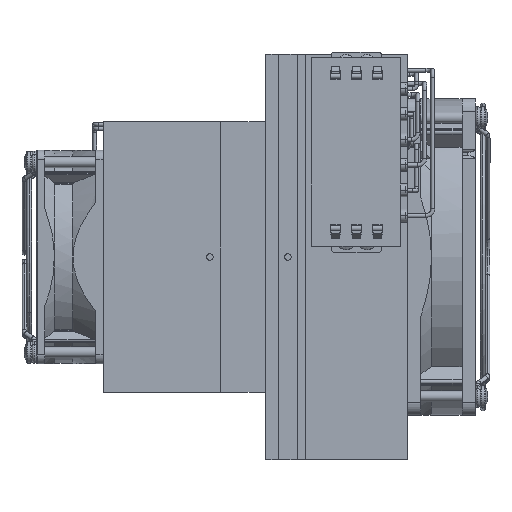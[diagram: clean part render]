
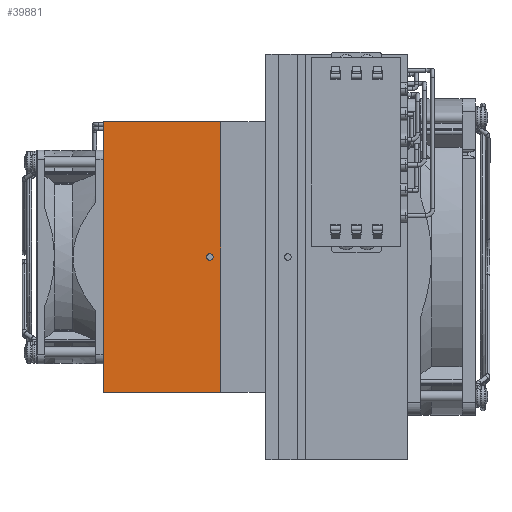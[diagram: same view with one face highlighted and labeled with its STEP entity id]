
A CAD part, left-side view. The second image highlights one B-rep face of the part: STEP entity #39881.
In plain terms, the highlighted planar face has unit normal (-1, 0, 0).
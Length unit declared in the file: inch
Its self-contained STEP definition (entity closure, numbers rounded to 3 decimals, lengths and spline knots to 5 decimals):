
#4302=VECTOR('',#45406,1.);
#4363=VECTOR('',#45468,1.);
#4368=VECTOR('',#45493,1.);
#4490=VECTOR('',#45677,1.);
#7437=LINE('',#53700,#4302);
#7498=LINE('',#53823,#4363);
#7503=LINE('',#53849,#4368);
#7625=LINE('',#54093,#4490);
#10600=PLANE('',#42223);
#11606=VERTEX_POINT('',#53699);
#11607=VERTEX_POINT('',#53701);
#11668=VERTEX_POINT('',#53824);
#11675=VERTEX_POINT('',#53842);
#11677=VERTEX_POINT('',#53848);
#15505=CIRCLE('',#42159,0.04841);
#16763=EDGE_CURVE('',#11607,#11606,#7437,.T.);
#16826=EDGE_CURVE('',#11668,#11607,#7498,.T.);
#16834=EDGE_CURVE('',#11675,#11675,#15505,.T.);
#16837=EDGE_CURVE('',#11677,#11606,#7503,.T.);
#16959=EDGE_CURVE('',#11668,#11677,#7625,.T.);
#23110=ORIENTED_EDGE('',*,*,#16834,.T.);
#23111=ORIENTED_EDGE('',*,*,#16763,.T.);
#23112=ORIENTED_EDGE('',*,*,#16837,.F.);
#23113=ORIENTED_EDGE('',*,*,#16959,.F.);
#23114=ORIENTED_EDGE('',*,*,#16826,.T.);
#34664=EDGE_LOOP('',(#23110));
#34665=EDGE_LOOP('',(#23111,#23112,#23113,#23114));
#37287=FACE_BOUND('',#34664,.T.);
#37288=FACE_BOUND('',#34665,.T.);
#39881=ADVANCED_FACE('',(#37287,#37288),#10600,.T.);
#42159=AXIS2_PLACEMENT_3D('',#53841,#45487,#45488);
#42223=AXIS2_PLACEMENT_3D('',#54092,#45676,$);
#45406=DIRECTION('',(0.,1.,0.));
#45468=DIRECTION('',(0.,0.,1.));
#45487=DIRECTION('',(1.,0.,0.));
#45488=DIRECTION('',(0.,0.,0.048));
#45493=DIRECTION('',(0.,0.,1.));
#45676=DIRECTION('',(-1.,0.,0.));
#45677=DIRECTION('',(0.,1.,0.));
#53699=CARTESIAN_POINT('',(-1.575,1.73,2.));
#53700=CARTESIAN_POINT('',(-1.575,0.,2.));
#53701=CARTESIAN_POINT('',(-1.575,0.,2.));
#53823=CARTESIAN_POINT('',(-1.575,0.,-2.));
#53824=CARTESIAN_POINT('',(-1.575,0.,-2.));
#53841=CARTESIAN_POINT('',(-1.575,0.16,0.));
#53842=CARTESIAN_POINT('',(-1.575,0.16,0.04841));
#53848=CARTESIAN_POINT('',(-1.575,1.73,-2.));
#53849=CARTESIAN_POINT('',(-1.575,1.73,-2.));
#54092=CARTESIAN_POINT('',(-1.575,0.865,-2.));
#54093=CARTESIAN_POINT('',(-1.575,0.,-2.));
